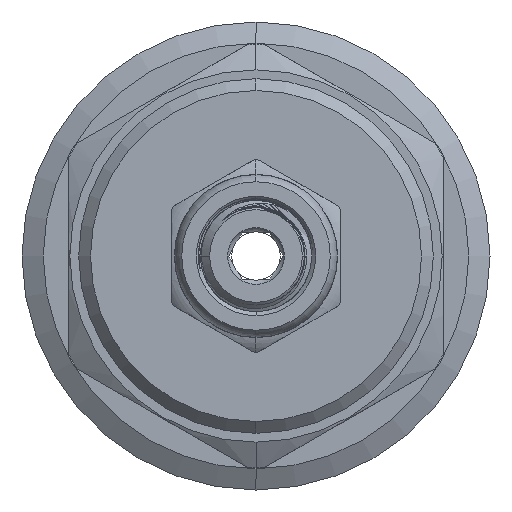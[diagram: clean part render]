
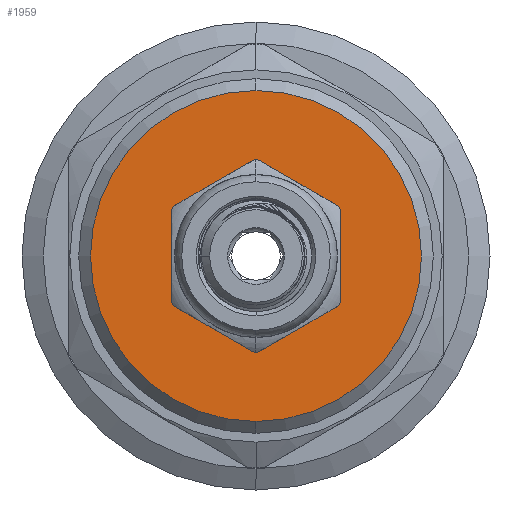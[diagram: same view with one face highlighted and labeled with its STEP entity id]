
A CAD part, left-side view. The second image highlights one B-rep face of the part: STEP entity #1959.
In plain terms, the highlighted planar face has unit normal (-1, 0, 0).
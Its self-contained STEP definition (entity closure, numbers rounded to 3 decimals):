
#1959 = ADVANCED_FACE ( 'NONE', ( #2351, #2331 ), #2897, .F. ) ;
#2331 = FACE_BOUND ( 'NONE', #3005, .T. ) ;
#2351 = FACE_OUTER_BOUND ( 'NONE', #2580, .T. ) ;
#2405 = ORIENTED_EDGE ( 'NONE', *, *, #7876, .F. ) ;
#2414 = ORIENTED_EDGE ( 'NONE', *, *, #7867, .F. ) ;
#2417 = ORIENTED_EDGE ( 'NONE', *, *, #7859, .F. ) ;
#2518 = ORIENTED_EDGE ( 'NONE', *, *, #7866, .F. ) ;
#2580 = EDGE_LOOP ( 'NONE', ( #2417, #2414 ) ) ;
#2893 = CARTESIAN_POINT ( 'NONE',  ( -113.062, 14.657, 0. ) ) ;
#2897 = PLANE ( 'NONE',  #7974 ) ;
#3005 = EDGE_LOOP ( 'NONE', ( #2405, #2518 ) ) ;
#3865 = CARTESIAN_POINT ( 'NONE',  ( -113.062, 0.657, -5.95 ) ) ;
#3911 = CARTESIAN_POINT ( 'NONE',  ( -113.062, 0.657, 5.95 ) ) ;
#3939 = CARTESIAN_POINT ( 'NONE',  ( -113.062, 0.657, -14. ) ) ;
#4014 = CARTESIAN_POINT ( 'NONE',  ( -113.062, 0.657, 14. ) ) ;
#4067 = CIRCLE ( 'NONE', #11596, 5.95 ) ;
#4276 = CIRCLE ( 'NONE', #11598, 5.95 ) ;
#4300 = CIRCLE ( 'NONE', #11595, 14. ) ;
#4451 = CIRCLE ( 'NONE', #11602, 14. ) ;
#5232 = CARTESIAN_POINT ( 'NONE',  ( -113.062, 0.657, 0. ) ) ;
#5233 = DIRECTION ( 'NONE',  ( 1., 0., 0. ) ) ;
#5234 = DIRECTION ( 'NONE',  ( 0., 0., -1. ) ) ;
#5249 = CARTESIAN_POINT ( 'NONE',  ( -113.062, 0.657, 0. ) ) ;
#5250 = DIRECTION ( 'NONE',  ( -1., 0., 0. ) ) ;
#5251 = DIRECTION ( 'NONE',  ( 0., 0., 1. ) ) ;
#5253 = CARTESIAN_POINT ( 'NONE',  ( -113.062, 0.657, 0. ) ) ;
#5254 = DIRECTION ( 'NONE',  ( 1., 0., 0. ) ) ;
#5255 = DIRECTION ( 'NONE',  ( 0., 0., -1. ) ) ;
#5276 = CARTESIAN_POINT ( 'NONE',  ( -113.062, 0.657, 0. ) ) ;
#5277 = DIRECTION ( 'NONE',  ( -1., 0., 0. ) ) ;
#5278 = DIRECTION ( 'NONE',  ( 0., 0., 1. ) ) ;
#5700 = DIRECTION ( 'NONE',  ( 0., 0., -1. ) ) ;
#5718 = DIRECTION ( 'NONE',  ( 1., 0., 0. ) ) ;
#7859 = EDGE_CURVE ( 'NONE', #8818, #9002, #4451, .T. ) ;
#7866 = EDGE_CURVE ( 'NONE', #8544, #8769, #4276, .T. ) ;
#7867 = EDGE_CURVE ( 'NONE', #9002, #8818, #4300, .T. ) ;
#7876 = EDGE_CURVE ( 'NONE', #8769, #8544, #4067, .T. ) ;
#7974 = AXIS2_PLACEMENT_3D ( 'NONE', #2893, #5718, #5700 ) ;
#8544 = VERTEX_POINT ( 'NONE', #3865 ) ;
#8769 = VERTEX_POINT ( 'NONE', #3911 ) ;
#8818 = VERTEX_POINT ( 'NONE', #3939 ) ;
#9002 = VERTEX_POINT ( 'NONE', #4014 ) ;
#11595 = AXIS2_PLACEMENT_3D ( 'NONE', #5253, #5254, #5255 ) ;
#11596 = AXIS2_PLACEMENT_3D ( 'NONE', #5276, #5277, #5278 ) ;
#11598 = AXIS2_PLACEMENT_3D ( 'NONE', #5249, #5250, #5251 ) ;
#11602 = AXIS2_PLACEMENT_3D ( 'NONE', #5232, #5233, #5234 ) ;
